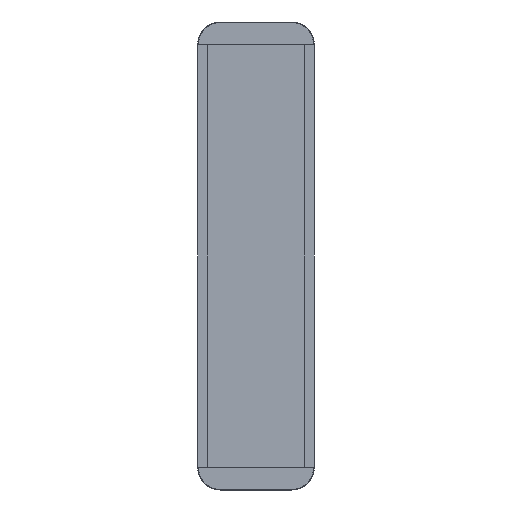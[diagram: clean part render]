
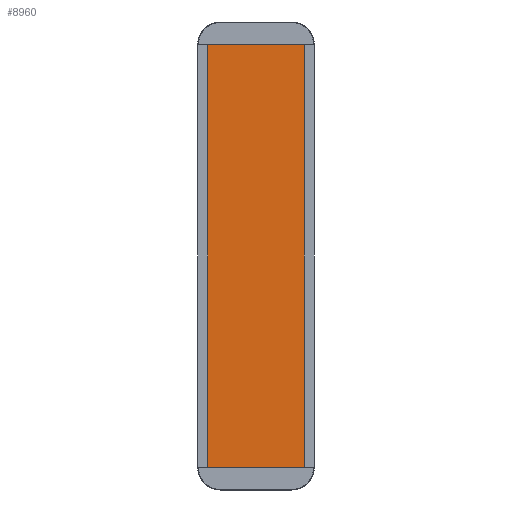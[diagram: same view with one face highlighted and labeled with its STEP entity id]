
A CAD part, front view. The second image highlights one B-rep face of the part: STEP entity #8960.
In plain terms, the highlighted face is planar.
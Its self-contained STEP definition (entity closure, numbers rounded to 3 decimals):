
#992 = CARTESIAN_POINT ( 'NONE',  ( 135., 551.5, -647.7 ) ) ;
#1401 = DIRECTION ( 'NONE',  ( -1., 0., 0. ) ) ;
#2696 = CARTESIAN_POINT ( 'NONE',  ( 135., -551.5, -647.7 ) ) ;
#2729 = CARTESIAN_POINT ( 'NONE',  ( 135., 551.5, -647.7 ) ) ;
#2825 = EDGE_LOOP ( 'NONE', ( #16076, #9252, #13295, #21389 ) ) ;
#4609 = CARTESIAN_POINT ( 'NONE',  ( 135., -551.5, -647.7 ) ) ;
#5091 = AXIS2_PLACEMENT_3D ( 'NONE', #4609, #12967, #13102 ) ;
#5103 = DIRECTION ( 'NONE',  ( 0., 1., 0. ) ) ;
#6174 = VERTEX_POINT ( 'NONE', #8580 ) ;
#6575 = DIRECTION ( 'NONE',  ( -1., 0., 0. ) ) ;
#7169 = CARTESIAN_POINT ( 'NONE',  ( 135., -551.5, -647.7 ) ) ;
#8497 = CARTESIAN_POINT ( 'NONE',  ( -135., 551.5, -647.7 ) ) ;
#8580 = CARTESIAN_POINT ( 'NONE',  ( -135., -551.5, -647.7 ) ) ;
#8960 = ADVANCED_FACE ( 'NONE', ( #14324 ), #27074, .T. ) ;
#9224 = LINE ( 'NONE', #7169, #16299 ) ;
#9252 = ORIENTED_EDGE ( 'NONE', *, *, #22072, .F. ) ;
#9396 = VECTOR ( 'NONE', #6575, 1000. ) ;
#10194 = DIRECTION ( 'NONE',  ( 0., 1., 0. ) ) ;
#11409 = LINE ( 'NONE', #992, #16686 ) ;
#12967 = DIRECTION ( 'NONE',  ( 0., 0., -1. ) ) ;
#13102 = DIRECTION ( 'NONE',  ( -1., 0., 0. ) ) ;
#13295 = ORIENTED_EDGE ( 'NONE', *, *, #24272, .F. ) ;
#14054 = EDGE_CURVE ( 'NONE', #6174, #19079, #15798, .T. ) ;
#14324 = FACE_OUTER_BOUND ( 'NONE', #2825, .T. ) ;
#14552 = CARTESIAN_POINT ( 'NONE',  ( -135., -551.5, -647.7 ) ) ;
#15798 = LINE ( 'NONE', #14552, #24952 ) ;
#16076 = ORIENTED_EDGE ( 'NONE', *, *, #14054, .T. ) ;
#16299 = VECTOR ( 'NONE', #5103, 1000. ) ;
#16686 = VECTOR ( 'NONE', #1401, 1000. ) ;
#17372 = LINE ( 'NONE', #25324, #9396 ) ;
#18429 = VERTEX_POINT ( 'NONE', #2696 ) ;
#19079 = VERTEX_POINT ( 'NONE', #8497 ) ;
#21389 = ORIENTED_EDGE ( 'NONE', *, *, #25898, .T. ) ;
#22072 = EDGE_CURVE ( 'NONE', #23842, #19079, #11409, .T. ) ;
#23842 = VERTEX_POINT ( 'NONE', #2729 ) ;
#24272 = EDGE_CURVE ( 'NONE', #18429, #23842, #9224, .T. ) ;
#24952 = VECTOR ( 'NONE', #10194, 1000. ) ;
#25324 = CARTESIAN_POINT ( 'NONE',  ( 135., -551.5, -647.7 ) ) ;
#25898 = EDGE_CURVE ( 'NONE', #18429, #6174, #17372, .T. ) ;
#27074 = PLANE ( 'NONE',  #5091 ) ;
